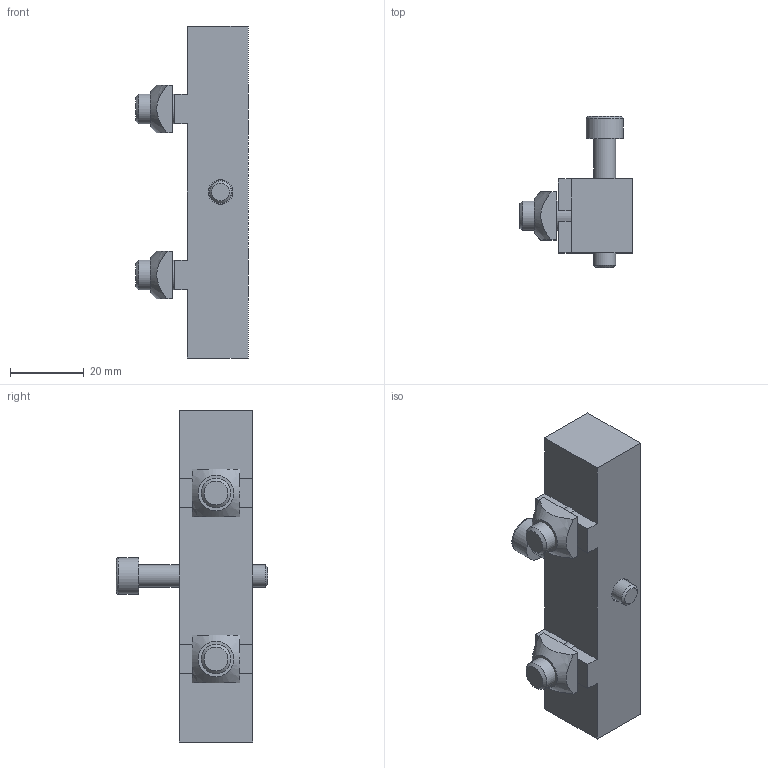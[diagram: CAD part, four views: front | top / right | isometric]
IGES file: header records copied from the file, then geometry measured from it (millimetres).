
Global section: file name: 909011.stp.ipt; native system: Autodesk Inventor 2014; preprocessor: unknown; author: zeman; date: 20151016.102239; units: millimetre
Bounding box: 30.5 x 41 x 90 mm (x, y, z)
Volume: 33233.1 mm3; surface area: 13449.4 mm2
Topology: 6 solids, 6 shells, 88 faces, 227 edges, 154 vertices
Faces by surface type: plane 61, revolution 13, cylinder 6, cone 5, bspline 3
Full cylindrical faces by diameter (mm): 6 x1, 8 x2, 10 x1, 13 x2
